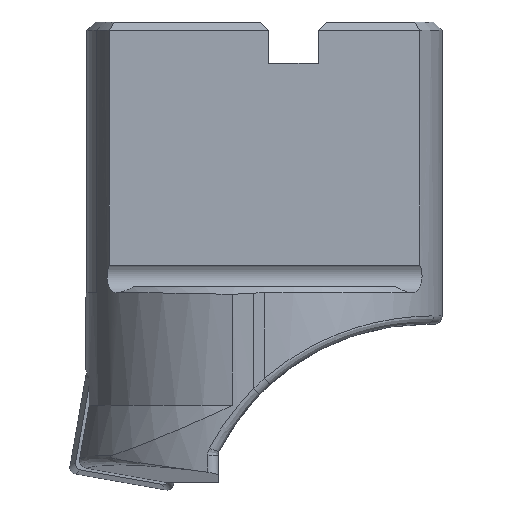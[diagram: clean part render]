
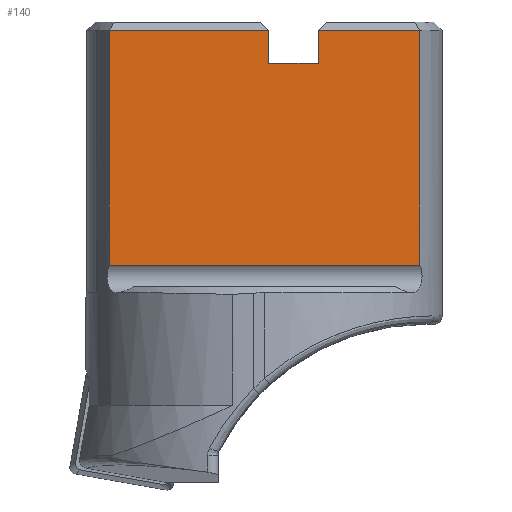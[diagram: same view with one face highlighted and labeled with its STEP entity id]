
A CAD part, front view. The second image highlights one B-rep face of the part: STEP entity #140.
In plain terms, the highlighted planar face has unit normal (0, -1, 0).
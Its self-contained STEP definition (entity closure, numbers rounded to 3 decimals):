
#140=ADVANCED_FACE('',(#236),#201,.F.);
#201=PLANE('',#1125);
#236=FACE_OUTER_BOUND('',#297,.T.);
#297=EDGE_LOOP('',(#361,#362,#363,#364,#365,#366,#367,#368));
#361=ORIENTED_EDGE('',*,*,#768,.F.);
#362=ORIENTED_EDGE('',*,*,#769,.T.);
#363=ORIENTED_EDGE('',*,*,#770,.F.);
#364=ORIENTED_EDGE('',*,*,#771,.T.);
#365=ORIENTED_EDGE('',*,*,#772,.F.);
#366=ORIENTED_EDGE('',*,*,#773,.T.);
#367=ORIENTED_EDGE('',*,*,#774,.T.);
#368=ORIENTED_EDGE('',*,*,#775,.F.);
#668=VERTEX_POINT('',#1491);
#670=VERTEX_POINT('',#1495);
#671=VERTEX_POINT('',#1499);
#672=VERTEX_POINT('',#1501);
#673=VERTEX_POINT('',#1503);
#674=VERTEX_POINT('',#1505);
#675=VERTEX_POINT('',#1507);
#676=VERTEX_POINT('',#1509);
#768=EDGE_CURVE('',#670,#668,#923,.T.);
#769=EDGE_CURVE('',#670,#671,#924,.T.);
#770=EDGE_CURVE('',#672,#671,#925,.T.);
#771=EDGE_CURVE('',#672,#673,#926,.T.);
#772=EDGE_CURVE('',#674,#673,#927,.T.);
#773=EDGE_CURVE('',#674,#675,#928,.T.);
#774=EDGE_CURVE('',#675,#676,#929,.T.);
#775=EDGE_CURVE('',#668,#676,#930,.T.);
#923=LINE('',#1496,#1012);
#924=LINE('',#1498,#1013);
#925=LINE('',#1500,#1014);
#926=LINE('',#1502,#1015);
#927=LINE('',#1504,#1016);
#928=LINE('',#1506,#1017);
#929=LINE('',#1508,#1018);
#930=LINE('',#1510,#1019);
#1012=VECTOR('',#1223,1.);
#1013=VECTOR('',#1226,1.);
#1014=VECTOR('',#1227,1.);
#1015=VECTOR('',#1228,1.);
#1016=VECTOR('',#1229,1.);
#1017=VECTOR('',#1230,1.);
#1018=VECTOR('',#1231,1.);
#1019=VECTOR('',#1232,1.);
#1125=AXIS2_PLACEMENT_3D('',#1511,#1233,#1234);
#1223=DIRECTION('',(0.,0.,-1.));
#1226=DIRECTION('',(-1.,0.,0.));
#1227=DIRECTION('',(0.,0.,1.));
#1228=DIRECTION('',(1.,0.,0.));
#1229=DIRECTION('',(0.,0.,-1.));
#1230=DIRECTION('',(-1.,0.,0.));
#1231=DIRECTION('',(0.,0.,-1.));
#1232=DIRECTION('',(1.,0.,0.));
#1233=DIRECTION('',(0.,1.,0.));
#1234=DIRECTION('',(0.,0.,1.));
#1491=CARTESIAN_POINT('',(-1.5,0.,-2.5));
#1495=CARTESIAN_POINT('',(-1.5,0.,-0.5));
#1496=CARTESIAN_POINT('',(-1.5,0.,-16.));
#1498=CARTESIAN_POINT('',(-15.352,0.,-0.5));
#1499=CARTESIAN_POINT('',(-11.12,0.,-0.5));
#1500=CARTESIAN_POINT('',(-11.12,0.,-14.689));
#1501=CARTESIAN_POINT('',(-11.12,0.,-14.689));
#1502=CARTESIAN_POINT('',(-11.12,0.,-14.689));
#1503=CARTESIAN_POINT('',(7.631,0.,-14.689));
#1504=CARTESIAN_POINT('',(7.631,0.,-0.55));
#1505=CARTESIAN_POINT('',(7.631,0.,-0.5));
#1506=CARTESIAN_POINT('',(-15.352,0.,-0.5));
#1507=CARTESIAN_POINT('',(1.5,0.,-0.5));
#1508=CARTESIAN_POINT('',(1.5,0.,0.));
#1509=CARTESIAN_POINT('',(1.5,0.,-2.5));
#1510=CARTESIAN_POINT('',(-15.352,0.,-2.5));
#1511=CARTESIAN_POINT('',(-15.352,0.,-16.));
